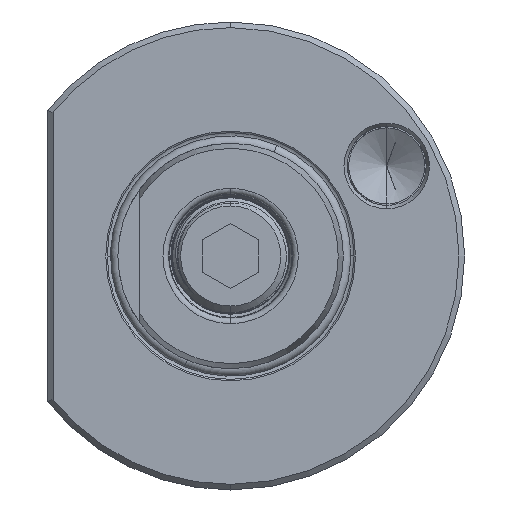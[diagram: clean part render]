
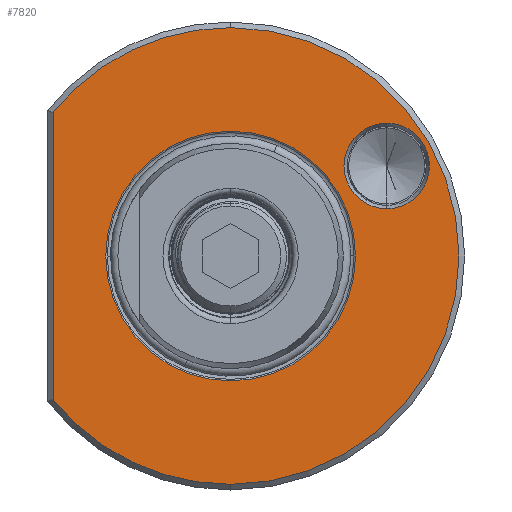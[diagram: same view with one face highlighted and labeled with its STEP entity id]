
A CAD part, left-side view. The second image highlights one B-rep face of the part: STEP entity #7820.
In plain terms, the highlighted planar face has unit normal (-1, 0, 0).
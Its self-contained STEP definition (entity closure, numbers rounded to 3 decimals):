
#108 = AXIS2_PLACEMENT_3D ( 'NONE', #34349, #34324, #34310 ) ;
#116 = AXIS2_PLACEMENT_3D ( 'NONE', #37074, #37094, #37098 ) ;
#478 = AXIS2_PLACEMENT_3D ( 'NONE', #38726, #38709, #38738 ) ;
#490 = AXIS2_PLACEMENT_3D ( 'NONE', #16439, #16414, #16440 ) ;
#512 = AXIS2_PLACEMENT_3D ( 'NONE', #44676, #44684, #44692 ) ;
#554 = AXIS2_PLACEMENT_3D ( 'NONE', #6487, #6468, #6483 ) ;
#608 = AXIS2_PLACEMENT_3D ( 'NONE', #6594, #6583, #6572 ) ;
#824 = EDGE_CURVE ( 'NONE', #26461, #26398, #45077, .T. ) ;
#1179 = EDGE_CURVE ( 'NONE', #26455, #26503, #37030, .T. ) ;
#1382 = EDGE_CURVE ( 'NONE', #44365, #44358, #35653, .T. ) ;
#1449 = EDGE_CURVE ( 'NONE', #44358, #44361, #41293, .T. ) ;
#1481 = EDGE_CURVE ( 'NONE', #44361, #44411, #24944, .T. ) ;
#1483 = EDGE_CURVE ( 'NONE', #26398, #26461, #24985, .T. ) ;
#1536 = EDGE_CURVE ( 'NONE', #44411, #44365, #5004, .T. ) ;
#1561 = EDGE_CURVE ( 'NONE', #26503, #26455, #5015, .T. ) ;
#3137 = CARTESIAN_POINT ( 'NONE',  ( 2., 0., -40.5 ) ) ;
#3158 = CARTESIAN_POINT ( 'NONE',  ( 2., 0., 40.5 ) ) ;
#3159 = CARTESIAN_POINT ( 'NONE',  ( 2., 31.5, 25.456 ) ) ;
#3210 = CARTESIAN_POINT ( 'NONE',  ( 2., 31.5, -25.456 ) ) ;
#5004 = CIRCLE ( 'NONE', #554, 40.5 ) ;
#5015 = CIRCLE ( 'NONE', #608, 22.15 ) ;
#6468 = DIRECTION ( 'NONE',  ( -1., 0., 0. ) ) ;
#6483 = DIRECTION ( 'NONE',  ( 0., 0., 1. ) ) ;
#6487 = CARTESIAN_POINT ( 'NONE',  ( 2., 0., 0. ) ) ;
#6572 = DIRECTION ( 'NONE',  ( 0., 1., 0. ) ) ;
#6583 = DIRECTION ( 'NONE',  ( 1., 0., 0. ) ) ;
#6594 = CARTESIAN_POINT ( 'NONE',  ( 2., 0., 0. ) ) ;
#7820 = ADVANCED_FACE ( 'NONE', ( #30429, #30464, #30446 ), #15177, .T. ) ;
#15155 = CARTESIAN_POINT ( 'NONE',  ( 2., 20., 0. ) ) ;
#15158 = DIRECTION ( 'NONE',  ( 0., 0., 1. ) ) ;
#15170 = DIRECTION ( 'NONE',  ( -1., 0., 0. ) ) ;
#15177 = PLANE ( 'NONE',  #43099 ) ;
#16414 = DIRECTION ( 'NONE',  ( -1., 0., 0. ) ) ;
#16439 = CARTESIAN_POINT ( 'NONE',  ( 2., 0., 0. ) ) ;
#16440 = DIRECTION ( 'NONE',  ( 0., 0., 1. ) ) ;
#20239 = CARTESIAN_POINT ( 'NONE',  ( 2., -27.68, 8.393 ) ) ;
#20265 = CARTESIAN_POINT ( 'NONE',  ( 2., -22.15, 0. ) ) ;
#20303 = CARTESIAN_POINT ( 'NONE',  ( 2., -27.68, 23.547 ) ) ;
#20331 = CARTESIAN_POINT ( 'NONE',  ( 2., 22.15, 0. ) ) ;
#24944 = LINE ( 'NONE', #38527, #24951 ) ;
#24951 = VECTOR ( 'NONE', #38702, 1000. ) ;
#24985 = CIRCLE ( 'NONE', #478, 7.577 ) ;
#25803 = ORIENTED_EDGE ( 'NONE', *, *, #1483, .T. ) ;
#25813 = ORIENTED_EDGE ( 'NONE', *, *, #1179, .T. ) ;
#25817 = ORIENTED_EDGE ( 'NONE', *, *, #1561, .T. ) ;
#25838 = ORIENTED_EDGE ( 'NONE', *, *, #1449, .T. ) ;
#25840 = ORIENTED_EDGE ( 'NONE', *, *, #1382, .T. ) ;
#25850 = ORIENTED_EDGE ( 'NONE', *, *, #1481, .T. ) ;
#25854 = ORIENTED_EDGE ( 'NONE', *, *, #824, .T. ) ;
#25860 = ORIENTED_EDGE ( 'NONE', *, *, #1536, .T. ) ;
#26398 = VERTEX_POINT ( 'NONE', #20239 ) ;
#26455 = VERTEX_POINT ( 'NONE', #20265 ) ;
#26461 = VERTEX_POINT ( 'NONE', #20303 ) ;
#26503 = VERTEX_POINT ( 'NONE', #20331 ) ;
#26728 = EDGE_LOOP ( 'NONE', ( #25860, #25840, #25838, #25850 ) ) ;
#26790 = EDGE_LOOP ( 'NONE', ( #25813, #25817 ) ) ;
#26798 = EDGE_LOOP ( 'NONE', ( #25854, #25803 ) ) ;
#30429 = FACE_BOUND ( 'NONE', #26790, .T. ) ;
#30446 = FACE_OUTER_BOUND ( 'NONE', #26728, .T. ) ;
#30464 = FACE_BOUND ( 'NONE', #26798, .T. ) ;
#34310 = DIRECTION ( 'NONE',  ( 0., 0., 1. ) ) ;
#34324 = DIRECTION ( 'NONE',  ( 1., 0., 0. ) ) ;
#34349 = CARTESIAN_POINT ( 'NONE',  ( 2., -27.68, 15.97 ) ) ;
#35653 = CIRCLE ( 'NONE', #512, 40.5 ) ;
#37030 = CIRCLE ( 'NONE', #116, 22.15 ) ;
#37074 = CARTESIAN_POINT ( 'NONE',  ( 2., 0., 0. ) ) ;
#37094 = DIRECTION ( 'NONE',  ( 1., 0., 0. ) ) ;
#37098 = DIRECTION ( 'NONE',  ( 0., 1., 0. ) ) ;
#38527 = CARTESIAN_POINT ( 'NONE',  ( 2., 31.5, 0. ) ) ;
#38702 = DIRECTION ( 'NONE',  ( 0., 0., -1. ) ) ;
#38709 = DIRECTION ( 'NONE',  ( 1., 0., 0. ) ) ;
#38726 = CARTESIAN_POINT ( 'NONE',  ( 2., -27.68, 15.97 ) ) ;
#38738 = DIRECTION ( 'NONE',  ( 0., 0., 1. ) ) ;
#41293 = CIRCLE ( 'NONE', #490, 40.5 ) ;
#43099 = AXIS2_PLACEMENT_3D ( 'NONE', #15155, #15170, #15158 ) ;
#44358 = VERTEX_POINT ( 'NONE', #3158 ) ;
#44361 = VERTEX_POINT ( 'NONE', #3159 ) ;
#44365 = VERTEX_POINT ( 'NONE', #3137 ) ;
#44411 = VERTEX_POINT ( 'NONE', #3210 ) ;
#44676 = CARTESIAN_POINT ( 'NONE',  ( 2., 0., 0. ) ) ;
#44684 = DIRECTION ( 'NONE',  ( -1., 0., 0. ) ) ;
#44692 = DIRECTION ( 'NONE',  ( 0., 0., 1. ) ) ;
#45077 = CIRCLE ( 'NONE', #108, 7.577 ) ;
